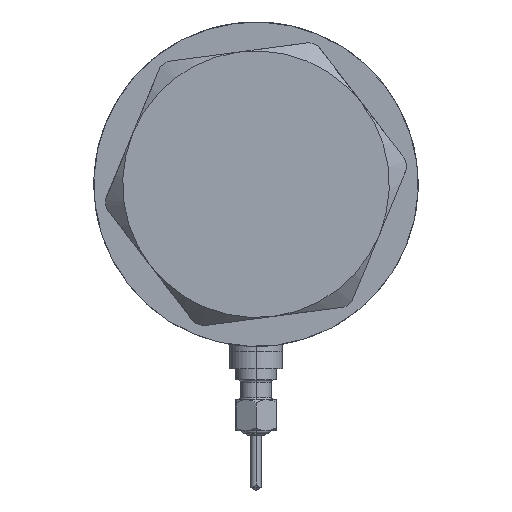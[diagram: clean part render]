
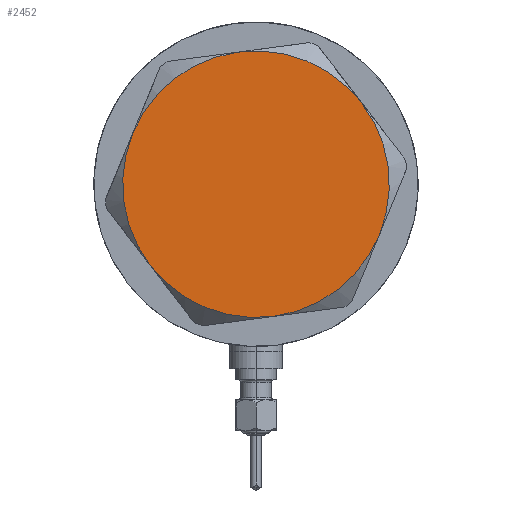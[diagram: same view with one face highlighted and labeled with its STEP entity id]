
A CAD part, left-side view. The second image highlights one B-rep face of the part: STEP entity #2452.
In plain terms, the highlighted face is planar.
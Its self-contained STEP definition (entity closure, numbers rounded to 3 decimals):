
#166 = EDGE_LOOP ( 'NONE', ( #1167, #2007, #4679, #1584, #6248, #1842 ) ) ;
#341 = CARTESIAN_POINT ( 'NONE',  ( -15., 25.981, 14.5 ) ) ;
#534 = AXIS2_PLACEMENT_3D ( 'NONE', #3859, #2720, #5308 ) ;
#942 = DIRECTION ( 'NONE',  ( 1., 0., 0. ) ) ;
#981 = CIRCLE ( 'NONE', #2027, 30. ) ;
#1043 = EDGE_CURVE ( 'NONE', #4278, #6160, #4310, .T. ) ;
#1131 = DIRECTION ( 'NONE',  ( 0., 0., 1. ) ) ;
#1167 = ORIENTED_EDGE ( 'NONE', *, *, #1043, .T. ) ;
#1174 = CARTESIAN_POINT ( 'NONE',  ( 0., 0., 14.5 ) ) ;
#1181 = AXIS2_PLACEMENT_3D ( 'NONE', #1174, #4677, #6092 ) ;
#1218 = CARTESIAN_POINT ( 'NONE',  ( 15., -25.981, 14.5 ) ) ;
#1337 = EDGE_CURVE ( 'NONE', #3927, #4278, #4831, .T. ) ;
#1584 = ORIENTED_EDGE ( 'NONE', *, *, #6415, .T. ) ;
#1842 = ORIENTED_EDGE ( 'NONE', *, *, #1337, .T. ) ;
#1846 = FACE_OUTER_BOUND ( 'NONE', #166, .T. ) ;
#1974 = EDGE_CURVE ( 'NONE', #6160, #4208, #3898, .T. ) ;
#1981 = CARTESIAN_POINT ( 'NONE',  ( 0., 0., 14.5 ) ) ;
#2007 = ORIENTED_EDGE ( 'NONE', *, *, #1974, .T. ) ;
#2027 = AXIS2_PLACEMENT_3D ( 'NONE', #2790, #6380, #3832 ) ;
#2417 = CIRCLE ( 'NONE', #2513, 30. ) ;
#2452 = ADVANCED_FACE ( 'NONE', ( #1846 ), #3778, .T. ) ;
#2513 = AXIS2_PLACEMENT_3D ( 'NONE', #3663, #1131, #942 ) ;
#2720 = DIRECTION ( 'NONE',  ( 0., 0., 1. ) ) ;
#2763 = DIRECTION ( 'NONE',  ( 0., 0., 1. ) ) ;
#2790 = CARTESIAN_POINT ( 'NONE',  ( 0., 0., 14.5 ) ) ;
#2795 = CARTESIAN_POINT ( 'NONE',  ( 15., 25.981, 14.5 ) ) ;
#2832 = DIRECTION ( 'NONE',  ( 0., 0., 1. ) ) ;
#3133 = EDGE_CURVE ( 'NONE', #4208, #3681, #981, .T. ) ;
#3248 = DIRECTION ( 'NONE',  ( 1., 0., 0. ) ) ;
#3663 = CARTESIAN_POINT ( 'NONE',  ( 0., 0., 14.5 ) ) ;
#3681 = VERTEX_POINT ( 'NONE', #341 ) ;
#3778 = PLANE ( 'NONE',  #4420 ) ;
#3779 = CARTESIAN_POINT ( 'NONE',  ( -15., -25.981, 14.5 ) ) ;
#3832 = DIRECTION ( 'NONE',  ( 1., 0., 0. ) ) ;
#3859 = CARTESIAN_POINT ( 'NONE',  ( 0., 0., 14.5 ) ) ;
#3898 = CIRCLE ( 'NONE', #1181, 30. ) ;
#3927 = VERTEX_POINT ( 'NONE', #3779 ) ;
#4208 = VERTEX_POINT ( 'NONE', #2795 ) ;
#4278 = VERTEX_POINT ( 'NONE', #1218 ) ;
#4310 = CIRCLE ( 'NONE', #534, 30. ) ;
#4338 = CARTESIAN_POINT ( 'NONE',  ( 30., 0., 14.5 ) ) ;
#4420 = AXIS2_PLACEMENT_3D ( 'NONE', #4884, #2832, #6302 ) ;
#4463 = DIRECTION ( 'NONE',  ( 0., 0., 1. ) ) ;
#4677 = DIRECTION ( 'NONE',  ( 0., 0., 1. ) ) ;
#4679 = ORIENTED_EDGE ( 'NONE', *, *, #3133, .T. ) ;
#4831 = CIRCLE ( 'NONE', #5257, 30. ) ;
#4884 = CARTESIAN_POINT ( 'NONE',  ( 0., 0., 14.5 ) ) ;
#5062 = DIRECTION ( 'NONE',  ( 1., 0., 0. ) ) ;
#5116 = CIRCLE ( 'NONE', #5948, 30. ) ;
#5157 = CARTESIAN_POINT ( 'NONE',  ( 0., 0., 14.5 ) ) ;
#5257 = AXIS2_PLACEMENT_3D ( 'NONE', #1981, #4463, #5062 ) ;
#5308 = DIRECTION ( 'NONE',  ( 1., 0., 0. ) ) ;
#5406 = EDGE_CURVE ( 'NONE', #5698, #3927, #2417, .T. ) ;
#5698 = VERTEX_POINT ( 'NONE', #6441 ) ;
#5948 = AXIS2_PLACEMENT_3D ( 'NONE', #5157, #2763, #3248 ) ;
#6092 = DIRECTION ( 'NONE',  ( 1., 0., 0. ) ) ;
#6160 = VERTEX_POINT ( 'NONE', #4338 ) ;
#6248 = ORIENTED_EDGE ( 'NONE', *, *, #5406, .T. ) ;
#6302 = DIRECTION ( 'NONE',  ( 1., 0., 0. ) ) ;
#6380 = DIRECTION ( 'NONE',  ( 0., 0., 1. ) ) ;
#6415 = EDGE_CURVE ( 'NONE', #3681, #5698, #5116, .T. ) ;
#6441 = CARTESIAN_POINT ( 'NONE',  ( -30., 0., 14.5 ) ) ;
